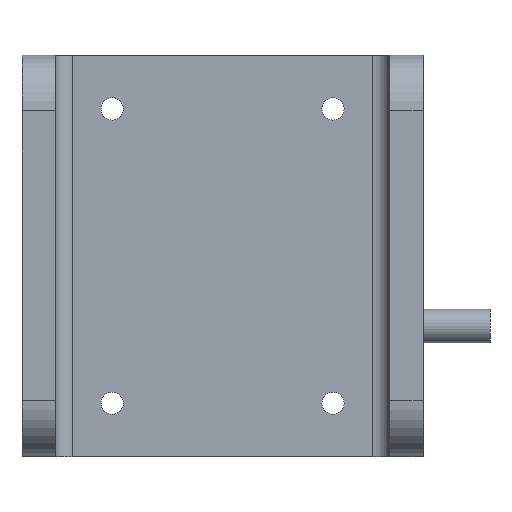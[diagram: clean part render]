
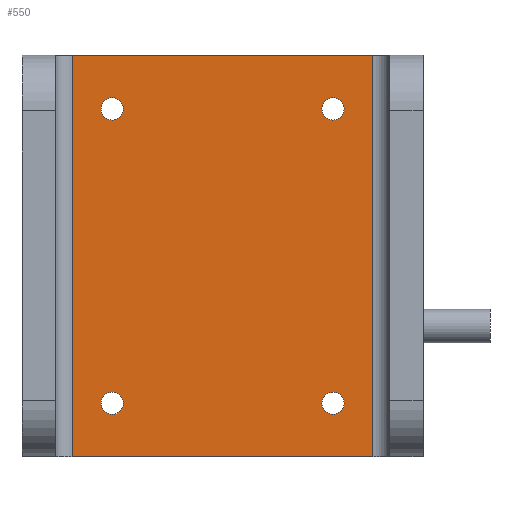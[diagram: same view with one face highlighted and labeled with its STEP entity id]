
A CAD part, top view. The second image highlights one B-rep face of the part: STEP entity #550.
In plain terms, the highlighted planar face has unit normal (0, 0, 1).
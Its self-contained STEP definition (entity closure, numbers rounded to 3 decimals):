
#22=FACE_BOUND('',#105,.T.);
#23=FACE_BOUND('',#106,.T.);
#24=FACE_BOUND('',#107,.T.);
#25=FACE_BOUND('',#108,.T.);
#41=PLANE('',#622);
#69=FACE_OUTER_BOUND('',#104,.T.);
#104=EDGE_LOOP('',(#493,#494,#495,#496));
#105=EDGE_LOOP('',(#497));
#106=EDGE_LOOP('',(#498));
#107=EDGE_LOOP('',(#499));
#108=EDGE_LOOP('',(#500));
#129=LINE('',#849,#174);
#140=LINE('',#877,#185);
#148=LINE('',#910,#193);
#150=LINE('',#913,#195);
#174=VECTOR('',#683,10.);
#185=VECTOR('',#708,10.);
#193=VECTOR('',#748,10.);
#195=VECTOR('',#752,10.);
#222=CIRCLE('',#598,1.);
#224=CIRCLE('',#601,1.);
#226=CIRCLE('',#604,1.);
#228=CIRCLE('',#607,1.);
#257=VERTEX_POINT('',#846);
#258=VERTEX_POINT('',#848);
#267=VERTEX_POINT('',#874);
#268=VERTEX_POINT('',#876);
#270=VERTEX_POINT('',#886);
#272=VERTEX_POINT('',#892);
#274=VERTEX_POINT('',#898);
#276=VERTEX_POINT('',#904);
#312=EDGE_CURVE('',#258,#257,#129,.T.);
#327=EDGE_CURVE('',#268,#267,#140,.T.);
#332=EDGE_CURVE('',#270,#270,#222,.T.);
#335=EDGE_CURVE('',#272,#272,#224,.T.);
#338=EDGE_CURVE('',#274,#274,#226,.T.);
#341=EDGE_CURVE('',#276,#276,#228,.T.);
#344=EDGE_CURVE('',#258,#267,#148,.T.);
#346=EDGE_CURVE('',#268,#257,#150,.T.);
#493=ORIENTED_EDGE('',*,*,#344,.F.);
#494=ORIENTED_EDGE('',*,*,#312,.T.);
#495=ORIENTED_EDGE('',*,*,#346,.F.);
#496=ORIENTED_EDGE('',*,*,#327,.T.);
#497=ORIENTED_EDGE('',*,*,#332,.T.);
#498=ORIENTED_EDGE('',*,*,#335,.T.);
#499=ORIENTED_EDGE('',*,*,#338,.T.);
#500=ORIENTED_EDGE('',*,*,#341,.T.);
#550=ADVANCED_FACE('',(#69,#22,#23,#24,#25),#41,.T.);
#598=AXIS2_PLACEMENT_3D('',#887,#720,#721);
#601=AXIS2_PLACEMENT_3D('',#893,#727,#728);
#604=AXIS2_PLACEMENT_3D('',#899,#734,#735);
#607=AXIS2_PLACEMENT_3D('',#905,#741,#742);
#622=AXIS2_PLACEMENT_3D('',#939,#783,#784);
#683=DIRECTION('',(-1.,0.,0.));
#708=DIRECTION('',(1.,0.,0.));
#720=DIRECTION('center_axis',(0.,0.,-1.));
#721=DIRECTION('ref_axis',(-1.,0.,0.));
#727=DIRECTION('center_axis',(0.,0.,-1.));
#728=DIRECTION('ref_axis',(-1.,0.,0.));
#734=DIRECTION('center_axis',(0.,0.,-1.));
#735=DIRECTION('ref_axis',(-1.,0.,0.));
#741=DIRECTION('center_axis',(0.,0.,-1.));
#742=DIRECTION('ref_axis',(-1.,0.,0.));
#748=DIRECTION('',(0.,-1.,0.));
#752=DIRECTION('',(0.,1.,0.));
#783=DIRECTION('center_axis',(0.,0.,1.));
#784=DIRECTION('ref_axis',(1.,0.,0.));
#846=CARTESIAN_POINT('',(4.5,50.,2.));
#848=CARTESIAN_POINT('',(31.5,50.,2.));
#849=CARTESIAN_POINT('',(0.,50.,2.));
#874=CARTESIAN_POINT('',(31.5,14.,2.));
#876=CARTESIAN_POINT('',(4.5,14.,2.));
#877=CARTESIAN_POINT('',(36.,14.,2.));
#886=CARTESIAN_POINT('',(28.91,45.213,2.));
#887=CARTESIAN_POINT('Origin',(27.91,45.213,2.));
#892=CARTESIAN_POINT('',(28.91,18.787,2.));
#893=CARTESIAN_POINT('Origin',(27.91,18.787,2.));
#898=CARTESIAN_POINT('',(9.09,45.213,2.));
#899=CARTESIAN_POINT('Origin',(8.09,45.213,2.));
#904=CARTESIAN_POINT('',(9.09,18.787,2.));
#905=CARTESIAN_POINT('Origin',(8.09,18.787,2.));
#910=CARTESIAN_POINT('',(31.5,41.,2.));
#913=CARTESIAN_POINT('',(4.5,23.,2.));
#939=CARTESIAN_POINT('Origin',(18.,32.,2.));
